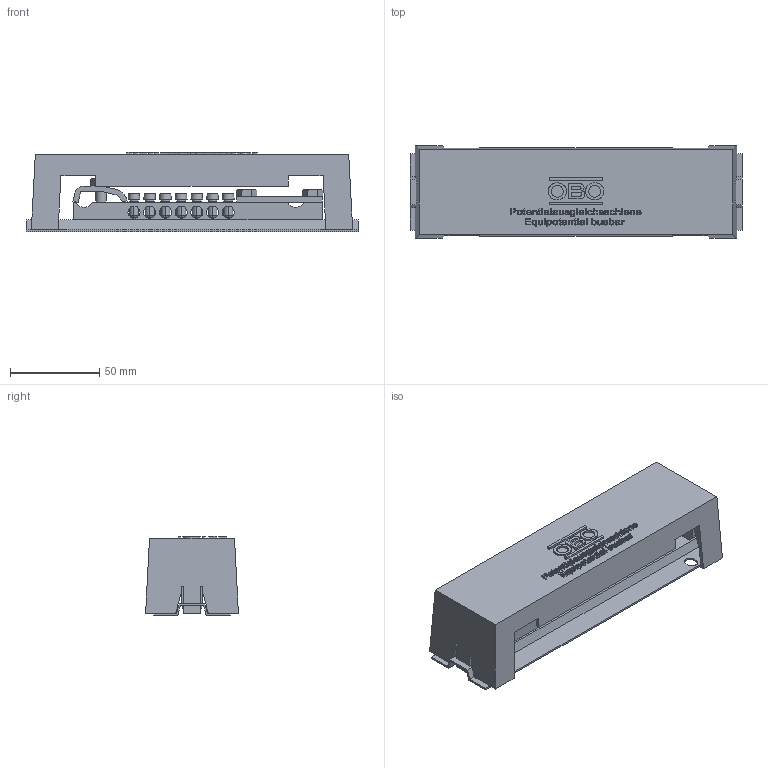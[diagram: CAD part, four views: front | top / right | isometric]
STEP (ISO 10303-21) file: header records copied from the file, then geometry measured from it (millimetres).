
FILE_DESCRIPTION((''),'2;1');
FILE_NAME('5015081_ASM','2015-06-11T',('AndreasKeweloh'),(''),'CREO PARAMETRIC BY PTC INC, 2015080','CREO PARAMETRIC BY PTC INC, 2015080','');
FILE_SCHEMA(('CONFIG_CONTROL_DESIGN'));
Products named in the file (18): BREP_1; BREP_2; BREP_3; BREP_4; BREP_5; BREP_6; BREP_7; BREP_8; BREP_9; BREP_10; BREP_11; BREP_12; BREP_13; BREP_14; BREP_15; BREP_16; BREP_17; 5015081_ASM
Assembly tree (17 placements, depth 2):
  5015081_ASM
    BREP_1
    BREP_2
    BREP_3
    BREP_4
    BREP_5
    BREP_6
    BREP_7
    BREP_8
    BREP_9
    BREP_10
    BREP_11
    BREP_12
    BREP_13
    BREP_14
    BREP_15
    BREP_16
    BREP_17
Bounding box: 186 x 52 x 44.3 mm (x, y, z)
Volume: 67089.2 mm3; surface area: 74824.4 mm2
Topology: 17 solids, 17 shells, 2424 faces, 7004 edges, 4716 vertices
Faces by surface type: plane 2206, cylinder 143, cone 63, extrusion 10, bspline 2
Entity records: 80156 total; most frequent: CARTESIAN_POINT 15600, ORIENTED_EDGE 14008, DIRECTION 12210, EDGE_CURVE 7004, VECTOR 6288, LINE 6278, VERTEX_POINT 4716, AXIS2_PLACEMENT_3D 2961
